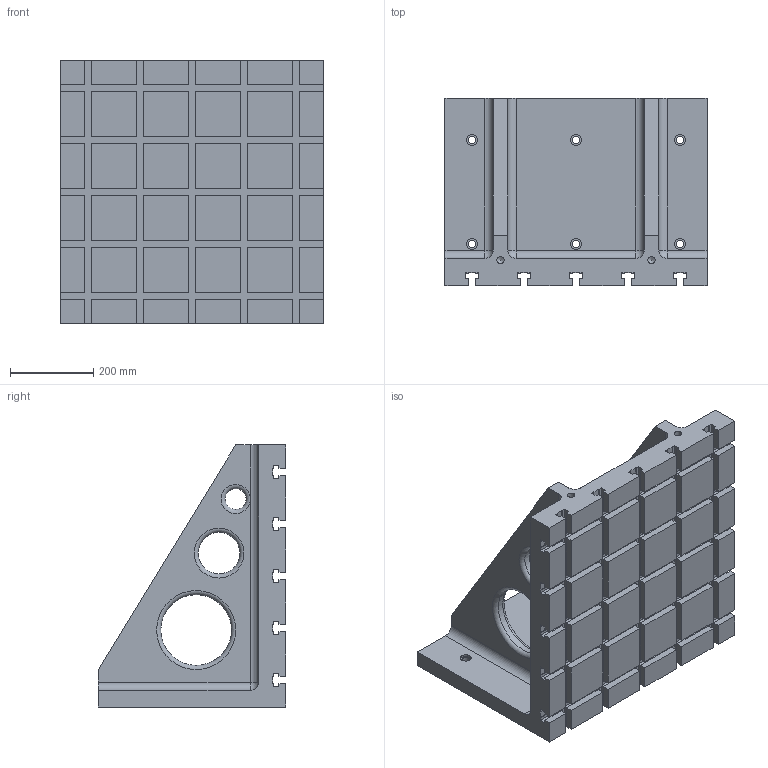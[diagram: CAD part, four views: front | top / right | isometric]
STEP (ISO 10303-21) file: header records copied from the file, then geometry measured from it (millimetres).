
FILE_DESCRIPTION( ( 'Unknown' ), '1' );
FILE_NAME( 'BP22-450630-0630-18.stp', 'Unknown', ( 'S.C.H' ), ( 'Unknown' ), 'XStep 1.0', 'Unknown', ' ' );
FILE_SCHEMA( ( 'CONFIG_CONTROL_DESIGN' ) );
Length unit declared in the file: millimetre
Products named in the file (1): 1
Bounding box: 630 x 450 x 630 mm (x, y, z)
Volume: 38839785.1 mm3; surface area: 2345486.2 mm2
Topology: 1 solids, 1 shells, 541 faces, 1447 edges, 954 vertices
Faces by surface type: plane 492, cylinder 31, torus 12, sphere 4, cone 2
Full cylindrical faces by diameter (mm): 17.5 x2, 18 x6, 26 x6, 50 x2, 100 x2, 170 x2
Entity records: 16341 total; most frequent: CARTESIAN_POINT 2883, ORIENTED_EDGE 2794, DIRECTION 2555, EDGE_CURVE 1397, LINE 1323, VECTOR 1323, VERTEX_POINT 944, EDGE_LOOP 649
